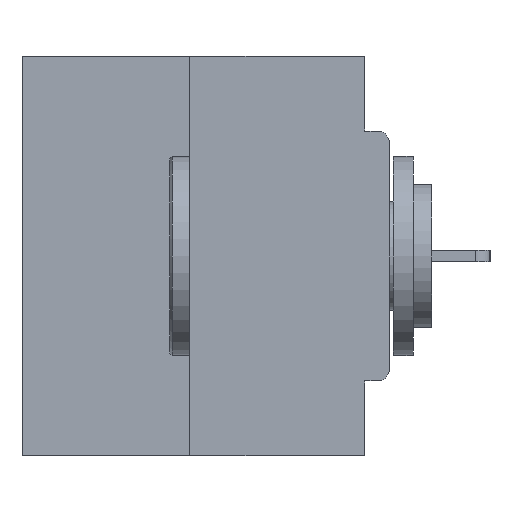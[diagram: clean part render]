
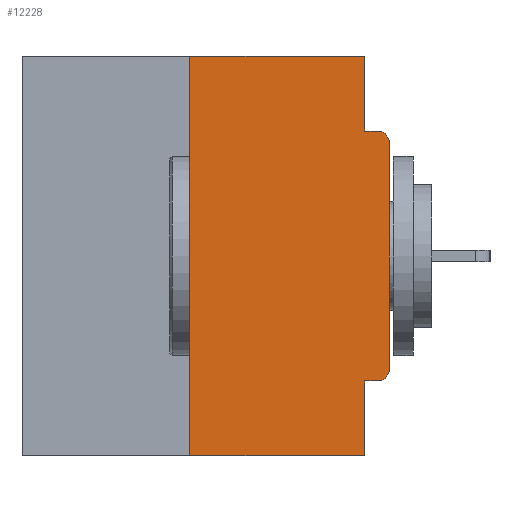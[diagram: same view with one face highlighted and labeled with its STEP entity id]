
A CAD part, left-side view. The second image highlights one B-rep face of the part: STEP entity #12228.
In plain terms, the highlighted planar face has unit normal (-1, 0, 0).
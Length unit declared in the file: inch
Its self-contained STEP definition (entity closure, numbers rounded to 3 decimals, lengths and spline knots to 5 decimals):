
#768 = CARTESIAN_POINT ( 'NONE',  ( 0., 0.031, -0.5 ) ) ;
#1075 = CARTESIAN_POINT ( 'NONE',  ( 0., 0., -0.0935 ) ) ;
#1450 = ORIENTED_EDGE ( 'NONE', *, *, #23223, .T. ) ;
#1538 = VECTOR ( 'NONE', #15148, 39.37008 ) ;
#1839 = VERTEX_POINT ( 'NONE', #11319 ) ;
#2066 = DIRECTION ( 'NONE',  ( 0., 0., -1. ) ) ;
#2362 = VECTOR ( 'NONE', #8056, 39.37008 ) ;
#3299 = VERTEX_POINT ( 'NONE', #24660 ) ;
#3534 = EDGE_CURVE ( 'NONE', #1839, #17307, #15150, .T. ) ;
#4023 = AXIS2_PLACEMENT_3D ( 'NONE', #17866, #4490, #20110 ) ;
#4199 = VERTEX_POINT ( 'NONE', #4765 ) ;
#4490 = DIRECTION ( 'NONE',  ( -1., 0., 0. ) ) ;
#4662 = CARTESIAN_POINT ( 'NONE',  ( 0., 0.46, 0. ) ) ;
#4765 = CARTESIAN_POINT ( 'NONE',  ( 0., 0.031, 0. ) ) ;
#5110 = VERTEX_POINT ( 'NONE', #24998 ) ;
#5223 = DIRECTION ( 'NONE',  ( 0., 0., -1. ) ) ;
#5345 = FACE_OUTER_BOUND ( 'NONE', #16897, .T. ) ;
#5396 = AXIS2_PLACEMENT_3D ( 'NONE', #17564, #15503, #2066 ) ;
#5605 = AXIS2_PLACEMENT_3D ( 'NONE', #8467, #23993, #10735 ) ;
#6038 = DIRECTION ( 'NONE',  ( 0., 1., 0. ) ) ;
#6227 = CARTESIAN_POINT ( 'NONE',  ( 0., 0.015, -0.0935 ) ) ;
#6667 = EDGE_CURVE ( 'NONE', #5110, #21722, #26459, .T. ) ;
#7304 = LINE ( 'NONE', #23834, #12613 ) ;
#7430 = CIRCLE ( 'NONE', #5605, 0.015 ) ;
#7579 = LINE ( 'NONE', #23983, #1538 ) ;
#8056 = DIRECTION ( 'NONE',  ( 0., 0., 1. ) ) ;
#8467 = CARTESIAN_POINT ( 'NONE',  ( 0., 0.015, -0.1085 ) ) ;
#9339 = EDGE_CURVE ( 'NONE', #4199, #1839, #15234, .T. ) ;
#10044 = VECTOR ( 'NONE', #5223, 39.37008 ) ;
#10735 = DIRECTION ( 'NONE',  ( 0., 0., -1. ) ) ;
#11319 = CARTESIAN_POINT ( 'NONE',  ( 0., 0.031, -0.0935 ) ) ;
#11471 = DIRECTION ( 'NONE',  ( 0., -1., 0. ) ) ;
#11822 = VERTEX_POINT ( 'NONE', #27335 ) ;
#12176 = VERTEX_POINT ( 'NONE', #24241 ) ;
#12228 = ADVANCED_FACE ( 'NONE', ( #5345 ), #28747, .F. ) ;
#12613 = VECTOR ( 'NONE', #6038, 39.37008 ) ;
#12764 = CIRCLE ( 'NONE', #4023, 0.015 ) ;
#13338 = LINE ( 'NONE', #4662, #25059 ) ;
#13339 = DIRECTION ( 'NONE',  ( 0., 0., -1. ) ) ;
#13703 = CARTESIAN_POINT ( 'NONE',  ( 0., 0.031, -0.5 ) ) ;
#14033 = EDGE_CURVE ( 'NONE', #11822, #23891, #26089, .T. ) ;
#14121 = ORIENTED_EDGE ( 'NONE', *, *, #3534, .F. ) ;
#14423 = CARTESIAN_POINT ( 'NONE',  ( 0., 0.25, -0.5 ) ) ;
#15148 = DIRECTION ( 'NONE',  ( 0., 0., 1. ) ) ;
#15150 = LINE ( 'NONE', #1075, #21777 ) ;
#15234 = LINE ( 'NONE', #16326, #10044 ) ;
#15317 = VECTOR ( 'NONE', #26669, 39.37008 ) ;
#15503 = DIRECTION ( 'NONE',  ( 1., 0., 0. ) ) ;
#16208 = ORIENTED_EDGE ( 'NONE', *, *, #28320, .F. ) ;
#16326 = CARTESIAN_POINT ( 'NONE',  ( 0., 0.031, 0. ) ) ;
#16462 = ORIENTED_EDGE ( 'NONE', *, *, #6667, .F. ) ;
#16897 = EDGE_LOOP ( 'NONE', ( #19291, #16208, #24143, #16462, #22095, #24381, #27241, #1450, #14121, #25177 ) ) ;
#17307 = VERTEX_POINT ( 'NONE', #6227 ) ;
#17564 = CARTESIAN_POINT ( 'NONE',  ( 0., 0.46, 0. ) ) ;
#17616 = VERTEX_POINT ( 'NONE', #14423 ) ;
#17866 = CARTESIAN_POINT ( 'NONE',  ( 0., 0.015, -0.3915 ) ) ;
#18541 = EDGE_CURVE ( 'NONE', #3299, #11822, #12764, .T. ) ;
#18802 = DIRECTION ( 'NONE',  ( 0., -1., 0. ) ) ;
#19136 = CARTESIAN_POINT ( 'NONE',  ( 0., 0., 0. ) ) ;
#19291 = ORIENTED_EDGE ( 'NONE', *, *, #24533, .F. ) ;
#19591 = CARTESIAN_POINT ( 'NONE',  ( 0., 0., -0.1085 ) ) ;
#19890 = VECTOR ( 'NONE', #13339, 39.37008 ) ;
#20110 = DIRECTION ( 'NONE',  ( 0., 0., -1. ) ) ;
#20644 = EDGE_CURVE ( 'NONE', #3299, #5110, #7304, .T. ) ;
#21220 = LINE ( 'NONE', #24349, #15317 ) ;
#21722 = VERTEX_POINT ( 'NONE', #768 ) ;
#21777 = VECTOR ( 'NONE', #18802, 39.37008 ) ;
#22095 = ORIENTED_EDGE ( 'NONE', *, *, #20644, .F. ) ;
#23223 = EDGE_CURVE ( 'NONE', #23891, #17307, #7430, .T. ) ;
#23834 = CARTESIAN_POINT ( 'NONE',  ( 0., 0., -0.4065 ) ) ;
#23891 = VERTEX_POINT ( 'NONE', #19591 ) ;
#23983 = CARTESIAN_POINT ( 'NONE',  ( 0., 0.25, 0. ) ) ;
#23993 = DIRECTION ( 'NONE',  ( -1., 0., 0. ) ) ;
#24143 = ORIENTED_EDGE ( 'NONE', *, *, #27439, .T. ) ;
#24241 = CARTESIAN_POINT ( 'NONE',  ( 0., 0.25, 0. ) ) ;
#24349 = CARTESIAN_POINT ( 'NONE',  ( 0., 0.46, -0.5 ) ) ;
#24381 = ORIENTED_EDGE ( 'NONE', *, *, #18541, .T. ) ;
#24533 = EDGE_CURVE ( 'NONE', #12176, #4199, #13338, .T. ) ;
#24660 = CARTESIAN_POINT ( 'NONE',  ( 0., 0.015, -0.4065 ) ) ;
#24998 = CARTESIAN_POINT ( 'NONE',  ( 0., 0.031, -0.4065 ) ) ;
#25059 = VECTOR ( 'NONE', #11471, 39.37008 ) ;
#25177 = ORIENTED_EDGE ( 'NONE', *, *, #9339, .F. ) ;
#26089 = LINE ( 'NONE', #19136, #2362 ) ;
#26459 = LINE ( 'NONE', #13703, #19890 ) ;
#26669 = DIRECTION ( 'NONE',  ( 0., -1., 0. ) ) ;
#27241 = ORIENTED_EDGE ( 'NONE', *, *, #14033, .T. ) ;
#27335 = CARTESIAN_POINT ( 'NONE',  ( 0., 0., -0.3915 ) ) ;
#27439 = EDGE_CURVE ( 'NONE', #17616, #21722, #21220, .T. ) ;
#28320 = EDGE_CURVE ( 'NONE', #17616, #12176, #7579, .T. ) ;
#28747 = PLANE ( 'NONE',  #5396 ) ;
